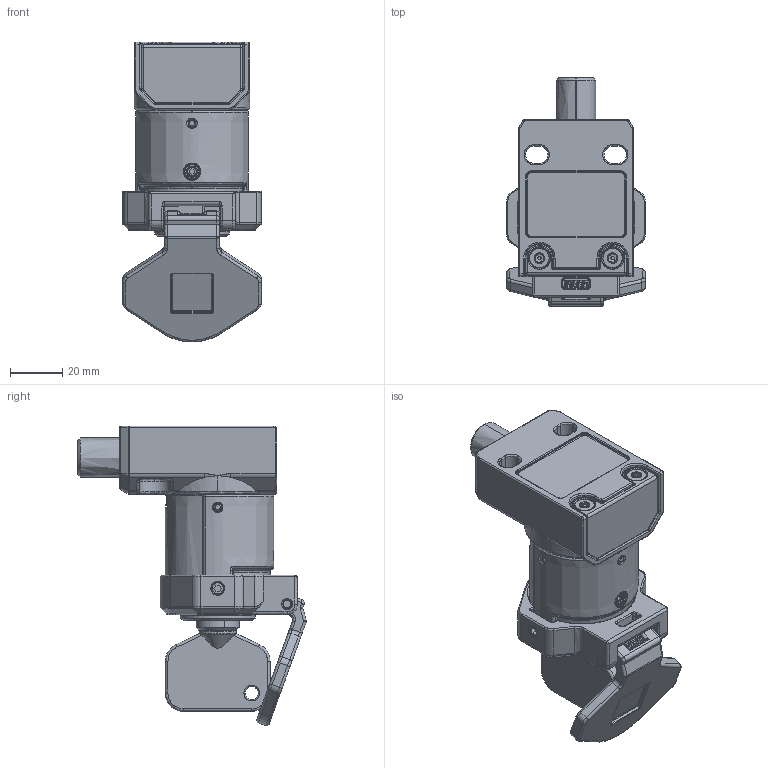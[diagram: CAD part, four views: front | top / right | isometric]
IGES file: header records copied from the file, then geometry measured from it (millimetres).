
Start section: SolidWorks IGES file using analytic representation for surfaces
Global section: file name: BS (iges format).IGS; native system: SolidWorks 2013; preprocessor: SolidWorks 2013; author: B; date: 150528.175340; units: millimetre
Bounding box: 53 x 87.35 x 114.54 mm (x, y, z)
Surface area: 60037.1 mm2 (no closed solid volume)
Topology: 0 solids, 0 shells, 1471 faces, 14326 edges, 14278 vertices
Faces by surface type: revolution 759, bspline 712
